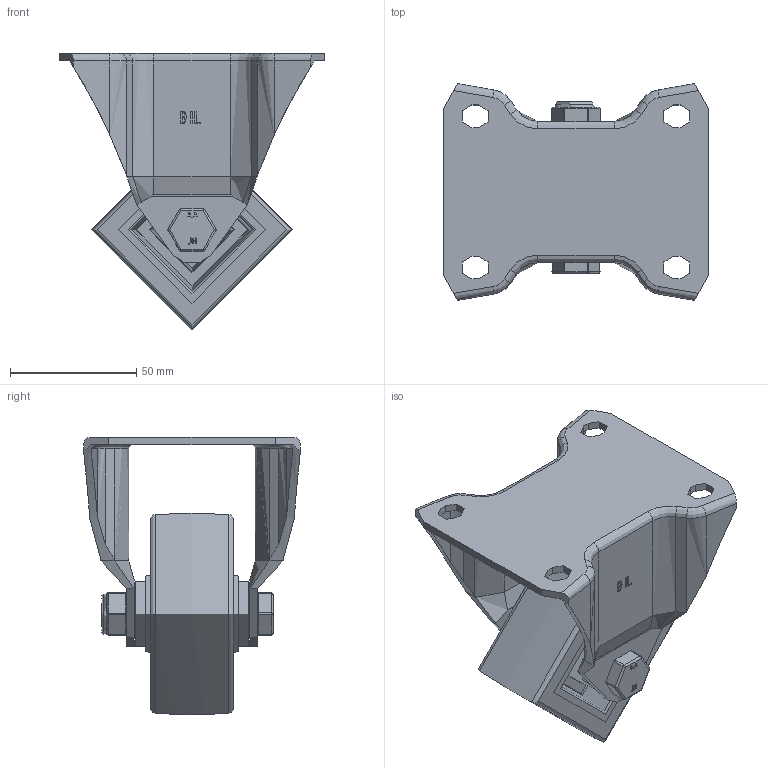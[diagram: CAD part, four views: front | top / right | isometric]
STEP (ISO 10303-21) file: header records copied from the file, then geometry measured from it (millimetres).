
FILE_DESCRIPTION(/* description */ (''),/* implementation_level */ '2;1');
FILE_NAME(/* name */ 'BZHF80NP.step',/* time_stamp */ '2025-05-30T10:42:38+01:00',/* author */ (''),/* organization */ (''),/* preprocessor_version */ 'ST-DEVELOPER v20.1',/* originating_system */ 'Autodesk Translation Framework v14.10.0.0',/* authorisation */ '');
FILE_SCHEMA (('AUTOMOTIVE_DESIGN { 1 0 10303 214 3 1 1 }'));
Length unit declared in the file: millimetre
Products named in the file (15): BZHF80NP; BZHF80AS v1; BZHF80AS; ZINC PLATED, PRESSED STEEL BRACKET; BZMM80WNP v1; POLYURETHANE TYRE; NYLON RIM; TUBEM12X46X10 v1; ZINC PLATED AXLE TUBE; HEXBOLTM10X60Z8.8 v2; GRADE 8.8 ZINC PLATED BOLT; NYLOCM10Z v1; NYLOC NUT; RUBBER; NUT
Assembly tree (14 placements, depth 4):
  BZHF80NP
    BZHF80AS v1
      BZHF80AS
      ZINC PLATED, PRESSED STEEL BRACKET
    BZMM80WNP v1
      POLYURETHANE TYRE
      NYLON RIM
    TUBEM12X46X10 v1
      ZINC PLATED AXLE TUBE
    HEXBOLTM10X60Z8.8 v2
      GRADE 8.8 ZINC PLATED BOLT
    NYLOCM10Z v1
      NYLOC NUT
        RUBBER
        NUT
Bounding box: 105 x 86 x 109.93 mm (x, y, z)
Volume: 198402.9 mm3; surface area: 81066.5 mm2
Topology: 7 solids, 7 shells, 405 faces, 968 edges, 599 vertices
Faces by surface type: plane 150, cylinder 141, bspline 63, torus 27, sphere 18, cone 6
Full cylindrical faces by diameter (mm): 8.141 x19, 9.85 x20, 10 x4, 10.2 x2, 11.95 x1, 12 x2, 12.5 x1, 15.5 x1, 16 x1, 26 x2, 58 x2
Entity records: 18016 total; most frequent: CARTESIAN_POINT 8608, ORIENTED_EDGE 1936, DIRECTION 1759, EDGE_CURVE 968, AXIS2_PLACEMENT_3D 631, VERTEX_POINT 599, LINE 497, VECTOR 497
